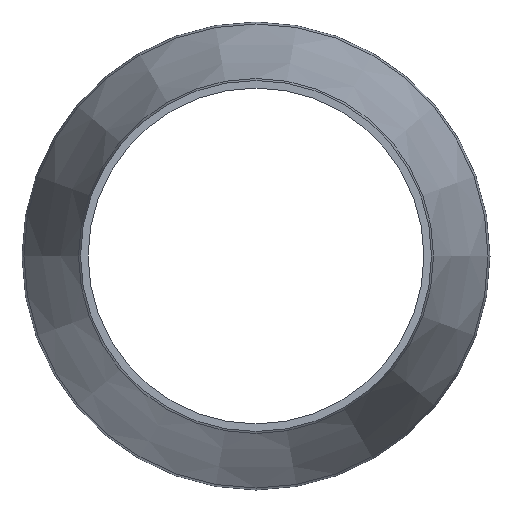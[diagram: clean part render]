
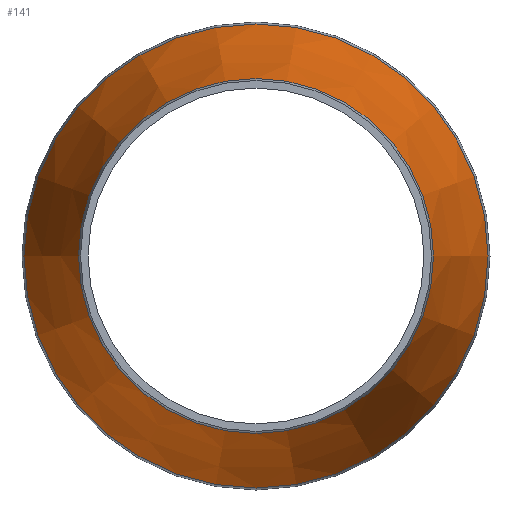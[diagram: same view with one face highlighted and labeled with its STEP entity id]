
A CAD part, left-side view. The second image highlights one B-rep face of the part: STEP entity #141.
In plain terms, the highlighted conical face has half-angle 15 degrees and reference radius 44.45 mm.
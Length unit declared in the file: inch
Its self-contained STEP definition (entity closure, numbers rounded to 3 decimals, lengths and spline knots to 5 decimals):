
#22=CONICAL_SURFACE('',#169,1.75,15.);
#29=FACE_BOUND('',#60,.T.);
#41=FACE_OUTER_BOUND('',#59,.T.);
#59=EDGE_LOOP('',(#119));
#60=EDGE_LOOP('',(#120));
#77=CIRCLE('',#167,1.98296);
#79=CIRCLE('',#170,1.51704);
#89=VERTEX_POINT('',#248);
#91=VERTEX_POINT('',#253);
#101=EDGE_CURVE('',#89,#89,#77,.T.);
#103=EDGE_CURVE('',#91,#91,#79,.T.);
#119=ORIENTED_EDGE('',*,*,#103,.F.);
#120=ORIENTED_EDGE('',*,*,#101,.F.);
#141=ADVANCED_FACE('',(#41,#29),#22,.T.);
#167=AXIS2_PLACEMENT_3D('',#249,#205,#206);
#169=AXIS2_PLACEMENT_3D('',#252,#209,#210);
#170=AXIS2_PLACEMENT_3D('',#254,#211,#212);
#205=DIRECTION('center_axis',(1.,0.,0.));
#206=DIRECTION('ref_axis',(0.,-1.,0.));
#209=DIRECTION('center_axis',(1.,0.,0.));
#210=DIRECTION('ref_axis',(0.,1.,0.));
#211=DIRECTION('center_axis',(-1.,0.,0.));
#212=DIRECTION('ref_axis',(0.,-1.,0.));
#248=CARTESIAN_POINT('',(3.80244,1.98296,0.));
#249=CARTESIAN_POINT('Origin',(3.80244,0.,0.));
#252=CARTESIAN_POINT('Origin',(2.93301,0.,0.));
#253=CARTESIAN_POINT('',(2.06358,1.51704,0.));
#254=CARTESIAN_POINT('Origin',(2.06358,0.,0.));
